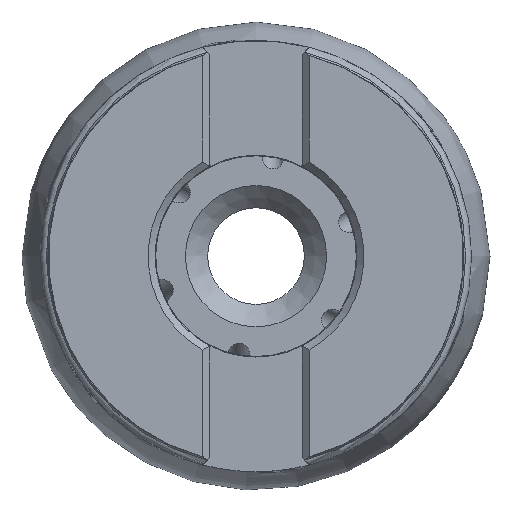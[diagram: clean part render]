
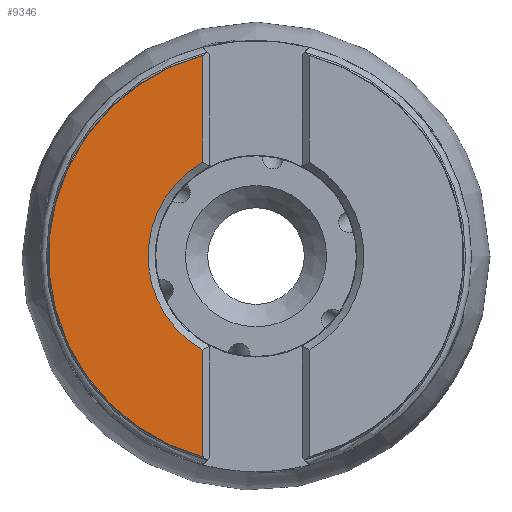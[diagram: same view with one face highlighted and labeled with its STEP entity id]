
A CAD part, left-side view. The second image highlights one B-rep face of the part: STEP entity #9346.
In plain terms, the highlighted planar face has unit normal (-1, 0, 0).
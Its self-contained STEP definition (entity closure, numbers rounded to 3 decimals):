
#939 = VECTOR ( 'NONE', #11437, 1000. ) ;
#941 = DIRECTION ( 'NONE',  ( -1., 0., 0. ) ) ;
#1756 = DIRECTION ( 'NONE',  ( 1., 0., 0. ) ) ;
#1758 = VECTOR ( 'NONE', #2546, 1000. ) ;
#2136 = CARTESIAN_POINT ( 'NONE',  ( -48.905, 0., 0. ) ) ;
#2546 = DIRECTION ( 'NONE',  ( 0., 0., 1. ) ) ;
#2553 = EDGE_LOOP ( 'NONE', ( #5676, #12135, #4413, #15790 ) ) ;
#3449 = VERTEX_POINT ( 'NONE', #10809 ) ;
#3842 = CIRCLE ( 'NONE', #10127, 27.922 ) ;
#4212 = CARTESIAN_POINT ( 'NONE',  ( -48.905, 0., 0. ) ) ;
#4413 = ORIENTED_EDGE ( 'NONE', *, *, #9096, .T. ) ;
#4874 = AXIS2_PLACEMENT_3D ( 'NONE', #2136, #941, #9581 ) ;
#5447 = DIRECTION ( 'NONE',  ( 0., 0., 1. ) ) ;
#5676 = ORIENTED_EDGE ( 'NONE', *, *, #12515, .T. ) ;
#6357 = FACE_OUTER_BOUND ( 'NONE', #2553, .T. ) ;
#6667 = CARTESIAN_POINT ( 'NONE',  ( -48.905, 7.15, -12.643 ) ) ;
#7188 = EDGE_CURVE ( 'NONE', #8354, #3449, #9403, .T. ) ;
#7537 = LINE ( 'NONE', #11383, #939 ) ;
#8354 = VERTEX_POINT ( 'NONE', #6667 ) ;
#9096 = EDGE_CURVE ( 'NONE', #3449, #15128, #7537, .T. ) ;
#9133 = CARTESIAN_POINT ( 'NONE',  ( -48.905, 0., 0. ) ) ;
#9173 = EDGE_CURVE ( 'Kante161', #9432, #15128, #3842, .T. ) ;
#9346 = ADVANCED_FACE ( 'NONE', ( #6357 ), #15745, .T. ) ;
#9403 = CIRCLE ( 'NONE', #13949, 14.525 ) ;
#9432 = VERTEX_POINT ( 'NONE', #14732 ) ;
#9581 = DIRECTION ( 'NONE',  ( 0., 0., 1. ) ) ;
#10127 = AXIS2_PLACEMENT_3D ( 'NONE', #9133, #1756, #10395 ) ;
#10395 = DIRECTION ( 'NONE',  ( 0., 0., 1. ) ) ;
#10809 = CARTESIAN_POINT ( 'NONE',  ( -48.905, 7.15, 12.643 ) ) ;
#11383 = CARTESIAN_POINT ( 'NONE',  ( -48.905, 7.15, -35. ) ) ;
#11437 = DIRECTION ( 'NONE',  ( 0., 0., 1. ) ) ;
#11866 = CARTESIAN_POINT ( 'NONE',  ( -48.905, 7.15, 26.991 ) ) ;
#12135 = ORIENTED_EDGE ( 'NONE', *, *, #7188, .T. ) ;
#12515 = EDGE_CURVE ( 'NONE', #9432, #8354, #14133, .T. ) ;
#12829 = DIRECTION ( 'NONE',  ( 1., 0., 0. ) ) ;
#13572 = CARTESIAN_POINT ( 'NONE',  ( -48.905, 7.15, -35. ) ) ;
#13949 = AXIS2_PLACEMENT_3D ( 'NONE', #4212, #12829, #5447 ) ;
#14133 = LINE ( 'NONE', #13572, #1758 ) ;
#14732 = CARTESIAN_POINT ( 'NONE',  ( -48.905, 7.15, -26.991 ) ) ;
#15128 = VERTEX_POINT ( 'NONE', #11866 ) ;
#15745 = PLANE ( 'NONE',  #4874 ) ;
#15790 = ORIENTED_EDGE ( 'NONE', *, *, #9173, .F. ) ;
